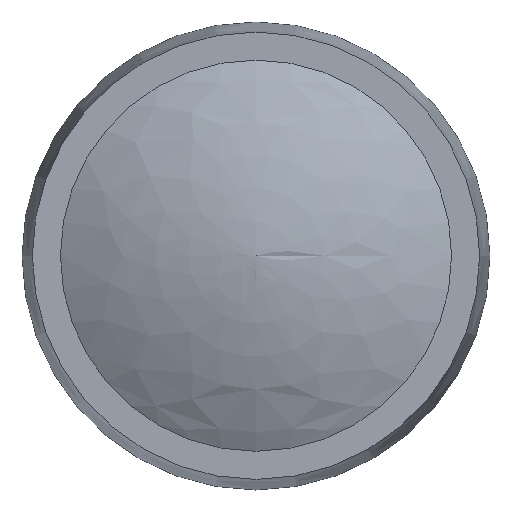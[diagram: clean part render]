
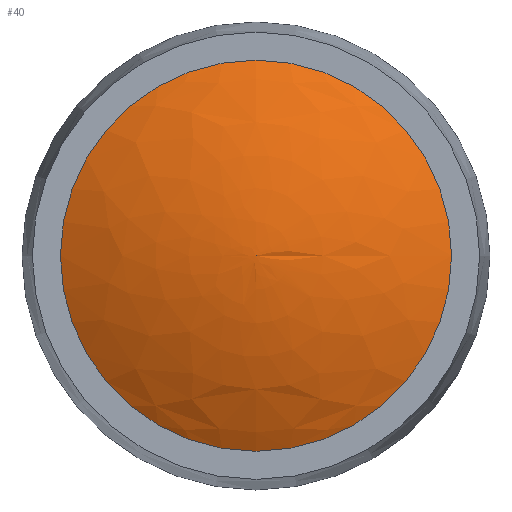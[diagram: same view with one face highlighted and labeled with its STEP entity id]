
A CAD part, top view. The second image highlights one B-rep face of the part: STEP entity #40.
In plain terms, the highlighted free-form (B-spline) face has degree [3, 3] with [4, 7] control points.
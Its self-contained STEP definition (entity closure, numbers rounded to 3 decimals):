
#40 = ADVANCED_FACE( '', ( #87, #88 ), #89, .T. );
#87 = FACE_BOUND( '', #150, .T. );
#88 = FACE_OUTER_BOUND( '', #151, .T. );
#89 = ( BOUNDED_SURFACE(  )B_SPLINE_SURFACE( 3, 3, ( ( #154, #155, #156, #157, #158, #159, #160 ), ( #161, #162, #163, #164, #165, #166, #167 ), ( #168, #169, #170, #171, #172, #173, #174 ), ( #175, #176, #177, #178, #179, #180, #181 ) ), .UNSPECIFIED., .F., .T., .F. )B_SPLINE_SURFACE_WITH_KNOTS( ( 4, 4 ), ( 4, 3, 4 ), ( 0., 6.283 ), ( 1.072, 1.301, 1.53 ), .UNSPECIFIED. )GEOMETRIC_REPRESENTATION_ITEM(  )RATIONAL_B_SPLINE_SURFACE( ( ( 1., 0.333, 0.333, 1., 0.333, 0.333, 1. ), ( 0.983, 0.328, 0.328, 0.983, 0.328, 0.328, 0.983 ), ( 0.983, 0.328, 0.328, 0.983, 0.328, 0.328, 0.983 ), ( 1., 0.333, 0.333, 1., 0.333, 0.333, 1. ) ) )REPRESENTATION_ITEM( '' )SURFACE(  ) );
#150 = VERTEX_LOOP( '', #243 );
#151 = EDGE_LOOP( '', ( #244 ) );
#154 = CARTESIAN_POINT( '', ( 0., 0.02, 19. ) );
#155 = CARTESIAN_POINT( '', ( 0., 0.02, 19. ) );
#156 = CARTESIAN_POINT( '', ( 0., 0.02, 19. ) );
#157 = CARTESIAN_POINT( '', ( 0., 0.02, 19. ) );
#158 = CARTESIAN_POINT( '', ( 0., 0.02, 19. ) );
#159 = CARTESIAN_POINT( '', ( 0., 0.02, 19. ) );
#160 = CARTESIAN_POINT( '', ( 0., 0.02, 19. ) );
#161 = CARTESIAN_POINT( '', ( 3.815, 0.02, 18.843 ) );
#162 = CARTESIAN_POINT( '', ( 3.815, 7.651, 18.843 ) );
#163 = CARTESIAN_POINT( '', ( -3.815, 7.651, 18.843 ) );
#164 = CARTESIAN_POINT( '', ( -3.815, 0.02, 18.843 ) );
#165 = CARTESIAN_POINT( '', ( -3.815, -7.611, 18.843 ) );
#166 = CARTESIAN_POINT( '', ( 3.815, -7.611, 18.843 ) );
#167 = CARTESIAN_POINT( '', ( 3.815, 0.02, 18.843 ) );
#168 = CARTESIAN_POINT( '', ( 7.496, 0.02, 17.825 ) );
#169 = CARTESIAN_POINT( '', ( 7.496, 15.011, 17.825 ) );
#170 = CARTESIAN_POINT( '', ( -7.496, 15.011, 17.825 ) );
#171 = CARTESIAN_POINT( '', ( -7.496, 0.02, 17.825 ) );
#172 = CARTESIAN_POINT( '', ( -7.496, -14.972, 17.825 ) );
#173 = CARTESIAN_POINT( '', ( 7.496, -14.972, 17.825 ) );
#174 = CARTESIAN_POINT( '', ( 7.496, 0.02, 17.825 ) );
#175 = CARTESIAN_POINT( '', ( 10.85, 0.02, 16. ) );
#176 = CARTESIAN_POINT( '', ( 10.85, 21.72, 16. ) );
#177 = CARTESIAN_POINT( '', ( -10.85, 21.72, 16. ) );
#178 = CARTESIAN_POINT( '', ( -10.85, 0.02, 16. ) );
#179 = CARTESIAN_POINT( '', ( -10.85, -21.68, 16. ) );
#180 = CARTESIAN_POINT( '', ( 10.85, -21.68, 16. ) );
#181 = CARTESIAN_POINT( '', ( 10.85, 0.02, 16. ) );
#243 = VERTEX_POINT( '', #321 );
#244 = ORIENTED_EDGE( '', *, *, #322, .T. );
#321 = CARTESIAN_POINT( '', ( 0., 0.02, 19. ) );
#322 = EDGE_CURVE( '', #352, #352, #353, .T. );
#352 = VERTEX_POINT( '', #392 );
#353 = CIRCLE( '', #393, 10.85 );
#392 = CARTESIAN_POINT( '', ( 10.85, 0.02, 16. ) );
#393 = AXIS2_PLACEMENT_3D( '', #432, #433, #434 );
#432 = CARTESIAN_POINT( '', ( 0., 0.02, 16. ) );
#433 = DIRECTION( '', ( 0., 0., 1. ) );
#434 = DIRECTION( '', ( 1., 0., 0. ) );
